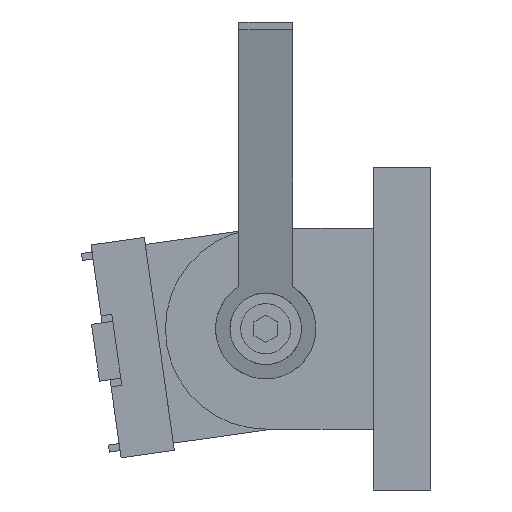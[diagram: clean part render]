
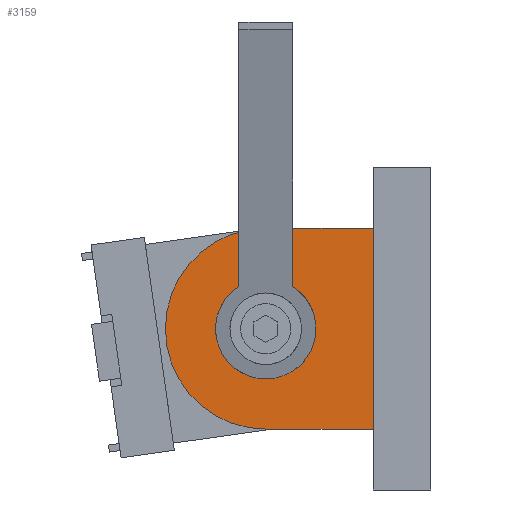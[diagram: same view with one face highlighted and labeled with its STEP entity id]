
A CAD part, left-side view. The second image highlights one B-rep face of the part: STEP entity #3159.
In plain terms, the highlighted planar face has unit normal (-1, 0, 0).
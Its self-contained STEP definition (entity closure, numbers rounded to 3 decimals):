
#45 = CARTESIAN_POINT ( 'NONE',  ( -12., 0., 14. ) ) ;
#62 = DIRECTION ( 'NONE',  ( 0., 0., 1. ) ) ;
#65 = EDGE_LOOP ( 'NONE', ( #1859, #3619, #2407, #5055 ) ) ;
#193 = DIRECTION ( 'NONE',  ( -1., 0., 0. ) ) ;
#226 = AXIS2_PLACEMENT_3D ( 'NONE', #1507, #1986, #3177 ) ;
#284 = CARTESIAN_POINT ( 'NONE',  ( -12., 19., -14. ) ) ;
#296 = DIRECTION ( 'NONE',  ( -1., 0., 0. ) ) ;
#314 = FACE_BOUND ( 'NONE', #1818, .T. ) ;
#321 = VECTOR ( 'NONE', #1274, 1000. ) ;
#336 = VECTOR ( 'NONE', #2627, 1000. ) ;
#402 = EDGE_CURVE ( 'NONE', #3264, #4029, #2495, .T. ) ;
#601 = VERTEX_POINT ( 'NONE', #824 ) ;
#818 = CARTESIAN_POINT ( 'NONE',  ( -12., 4., 0. ) ) ;
#824 = CARTESIAN_POINT ( 'NONE',  ( -12., 19., 14. ) ) ;
#952 = CARTESIAN_POINT ( 'NONE',  ( -12., 4., 14. ) ) ;
#1046 = VERTEX_POINT ( 'NONE', #952 ) ;
#1145 = PLANE ( 'NONE',  #226 ) ;
#1174 = CARTESIAN_POINT ( 'NONE',  ( -12., 19., 0. ) ) ;
#1223 = EDGE_CURVE ( 'NONE', #4029, #3264, #4231, .T. ) ;
#1274 = DIRECTION ( 'NONE',  ( 0., -1., 0. ) ) ;
#1387 = VECTOR ( 'NONE', #62, 1000. ) ;
#1507 = CARTESIAN_POINT ( 'NONE',  ( -12., 0., 0. ) ) ;
#1790 = AXIS2_PLACEMENT_3D ( 'NONE', #3088, #193, #5171 ) ;
#1818 = EDGE_LOOP ( 'NONE', ( #2647, #5199 ) ) ;
#1859 = ORIENTED_EDGE ( 'NONE', *, *, #4435, .F. ) ;
#1986 = DIRECTION ( 'NONE',  ( -1., 0., 0. ) ) ;
#2046 = CARTESIAN_POINT ( 'NONE',  ( -12., 19., 2. ) ) ;
#2118 = CARTESIAN_POINT ( 'NONE',  ( -12., 4., -14. ) ) ;
#2407 = ORIENTED_EDGE ( 'NONE', *, *, #5327, .F. ) ;
#2495 = CIRCLE ( 'NONE', #1790, 2. ) ;
#2498 = CARTESIAN_POINT ( 'NONE',  ( -12., 19., -2. ) ) ;
#2627 = DIRECTION ( 'NONE',  ( 0., 1., 0. ) ) ;
#2647 = ORIENTED_EDGE ( 'NONE', *, *, #1223, .F. ) ;
#2648 = EDGE_CURVE ( 'NONE', #601, #5122, #3971, .T. ) ;
#3004 = CARTESIAN_POINT ( 'NONE',  ( -12., 0., -14. ) ) ;
#3062 = LINE ( 'NONE', #3004, #336 ) ;
#3088 = CARTESIAN_POINT ( 'NONE',  ( -12., 19., 0. ) ) ;
#3159 = ADVANCED_FACE ( 'NONE', ( #314, #4514 ), #1145, .T. ) ;
#3177 = DIRECTION ( 'NONE',  ( 0., 0., 1. ) ) ;
#3213 = DIRECTION ( 'NONE',  ( 0., 0., 1. ) ) ;
#3264 = VERTEX_POINT ( 'NONE', #2498 ) ;
#3323 = LINE ( 'NONE', #818, #1387 ) ;
#3619 = ORIENTED_EDGE ( 'NONE', *, *, #2648, .T. ) ;
#3960 = CARTESIAN_POINT ( 'NONE',  ( -12., 19., 0. ) ) ;
#3971 = CIRCLE ( 'NONE', #5345, 14. ) ;
#4029 = VERTEX_POINT ( 'NONE', #2046 ) ;
#4055 = AXIS2_PLACEMENT_3D ( 'NONE', #1174, #296, #3213 ) ;
#4231 = CIRCLE ( 'NONE', #4055, 2. ) ;
#4348 = DIRECTION ( 'NONE',  ( -1., 0., 0. ) ) ;
#4358 = VERTEX_POINT ( 'NONE', #2118 ) ;
#4435 = EDGE_CURVE ( 'NONE', #601, #1046, #4990, .T. ) ;
#4514 = FACE_OUTER_BOUND ( 'NONE', #65, .T. ) ;
#4990 = LINE ( 'NONE', #45, #321 ) ;
#5055 = ORIENTED_EDGE ( 'NONE', *, *, #5262, .T. ) ;
#5122 = VERTEX_POINT ( 'NONE', #284 ) ;
#5150 = DIRECTION ( 'NONE',  ( 0., 0., 1. ) ) ;
#5171 = DIRECTION ( 'NONE',  ( 0., 0., 1. ) ) ;
#5199 = ORIENTED_EDGE ( 'NONE', *, *, #402, .F. ) ;
#5262 = EDGE_CURVE ( 'NONE', #4358, #1046, #3323, .T. ) ;
#5327 = EDGE_CURVE ( 'NONE', #4358, #5122, #3062, .T. ) ;
#5345 = AXIS2_PLACEMENT_3D ( 'NONE', #3960, #4348, #5150 ) ;
